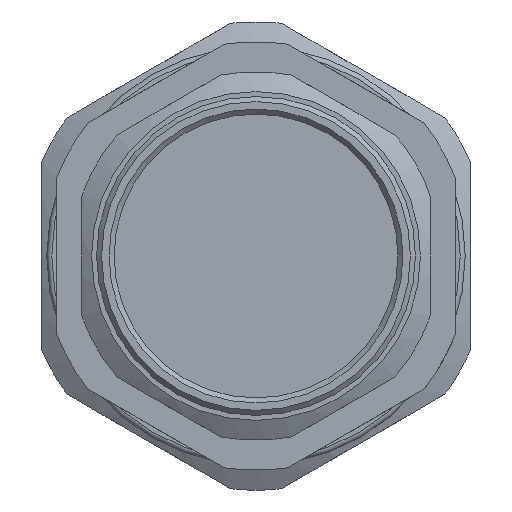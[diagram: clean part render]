
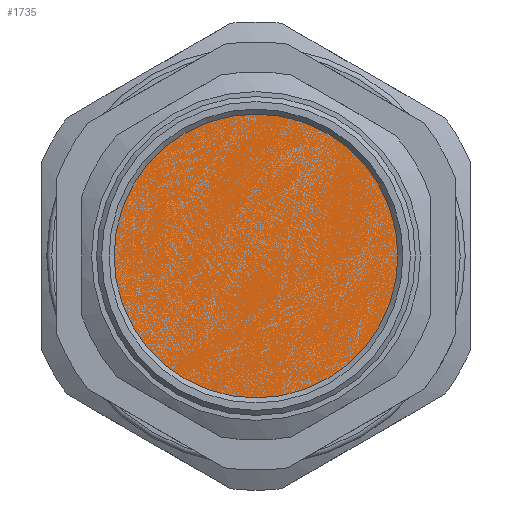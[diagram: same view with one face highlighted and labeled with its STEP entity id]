
A CAD part, left-side view. The second image highlights one B-rep face of the part: STEP entity #1735.
In plain terms, the highlighted planar face has unit normal (1, 0, 0).
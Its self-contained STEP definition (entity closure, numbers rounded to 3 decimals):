
#530=FACE_OUTER_BOUND('',#637,.T.);
#637=EDGE_LOOP('',(#1601));
#734=CIRCLE('',#1943,16.);
#889=VERTEX_POINT('',#3444);
#1127=EDGE_CURVE('',#889,#889,#734,.T.);
#1601=ORIENTED_EDGE('',*,*,#1127,.T.);
#1638=PLANE('',#1942);
#1735=ADVANCED_FACE('',(#530),#1638,.T.);
#1942=AXIS2_PLACEMENT_3D('',#3443,#2405,#2406);
#1943=AXIS2_PLACEMENT_3D('',#3445,#2407,#2408);
#2405=DIRECTION('center_axis',(1.,0.,0.));
#2406=DIRECTION('ref_axis',(0.,0.,-1.));
#2407=DIRECTION('center_axis',(1.,0.,0.));
#2408=DIRECTION('ref_axis',(0.,0.,-1.));
#3443=CARTESIAN_POINT('Origin',(-1.75,-1.019,0.));
#3444=CARTESIAN_POINT('',(-1.75,14.981,0.));
#3445=CARTESIAN_POINT('Origin',(-1.75,-1.019,0.));
